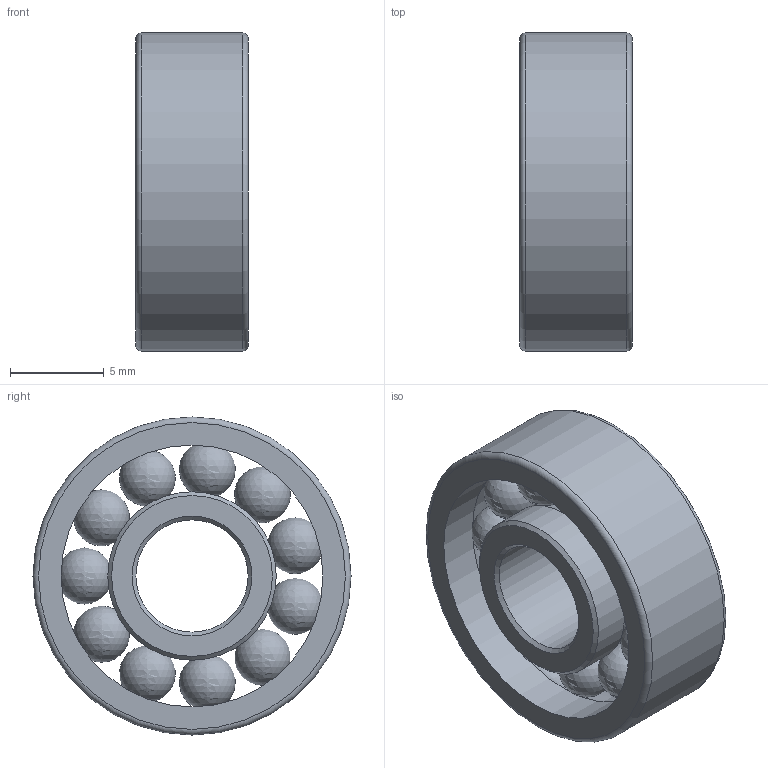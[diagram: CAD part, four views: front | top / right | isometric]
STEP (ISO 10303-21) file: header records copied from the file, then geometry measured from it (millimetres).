
FILE_DESCRIPTION(/* description */ (''),/* implementation_level */ '2;1');
FILE_NAME(/* name */ '606 v2.step',/* time_stamp */ '2017-04-28T14:33:41-07:00',/* author */ (''),/* organization */ (''),/* preprocessor_version */ 'ST-DEVELOPER v16.13',/* originating_system */ 'Autodesk Translation Framework v6.1.1.50',/* authorisation */ '');
FILE_SCHEMA (('AUTOMOTIVE_DESIGN { 1 0 10303 214 3 1 1 }'));
Length unit declared in the file: millimetre
Products named in the file (1): 606 v2
Bounding box: 6 x 17 x 17 mm (x, y, z)
Volume: 781.6 mm3; surface area: 1377.1 mm2
Topology: 13 solids, 13 shells, 29 faces, 68 edges, 43 vertices
Faces by surface type: sphere 11, cylinder 6, plane 4, torus 4, cone 4
Full cylindrical faces by diameter (mm): 6 x1, 9 x2, 14 x2, 17 x1
Entity records: 658 total; most frequent: DIRECTION 118, CARTESIAN_POINT 99, AXIS2_PLACEMENT_3D 59, ORIENTED_EDGE 58, EDGE_LOOP 47, VERTEX_POINT 40, FACE_OUTER_BOUND 29, EDGE_CURVE 29
